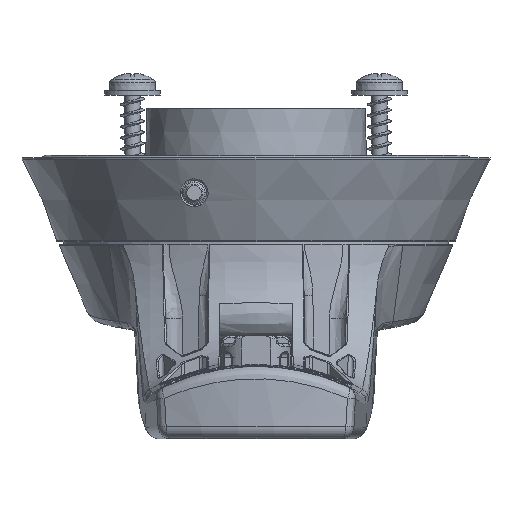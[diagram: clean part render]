
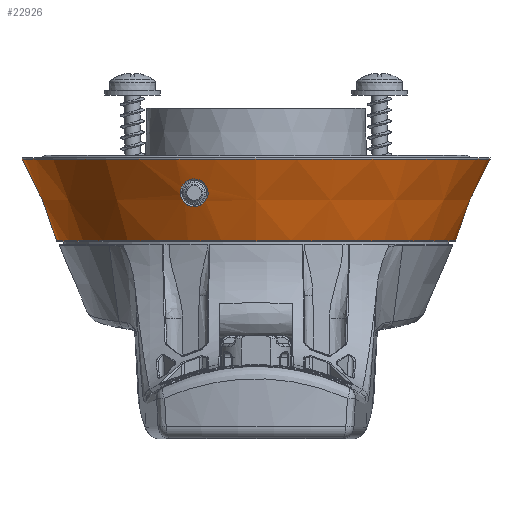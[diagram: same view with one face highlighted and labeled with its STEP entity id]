
A CAD part, front view. The second image highlights one B-rep face of the part: STEP entity #22926.
In plain terms, the highlighted conical face has half-angle 23 degrees and reference radius 32.25 mm.
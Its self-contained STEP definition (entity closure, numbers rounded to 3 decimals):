
#13147=B_SPLINE_CURVE_WITH_KNOTS('',3,(#153351,#153352,#153353,#153354,
#153355,#153356,#153357,#153358,#153359,#153360,#153361,#153362,#153363,
#153364,#153365,#153366,#153367,#153368,#153369),.UNSPECIFIED.,.T.,.F.,
(1,3,3,3,3,3,3,3,1),(-0.167,0.,0.167,0.333,
0.5,0.667,0.833,1.,1.167),
 .UNSPECIFIED.);
#14165=CONICAL_SURFACE('',#75683,32.25,23.);
#22926=ADVANCED_FACE('',(#25240,#25241,#25242),#14165,.T.);
#25240=FACE_BOUND('',#28908,.T.);
#25241=FACE_BOUND('',#28909,.T.);
#25242=FACE_BOUND('',#28910,.T.);
#28908=EDGE_LOOP('',(#45570));
#28909=EDGE_LOOP('',(#45571));
#28910=EDGE_LOOP('',(#45572));
#45570=ORIENTED_EDGE('',*,*,#65389,.T.);
#45571=ORIENTED_EDGE('',*,*,#65390,.T.);
#45572=ORIENTED_EDGE('',*,*,#65391,.F.);
#55447=VERTEX_POINT('',#153370);
#55448=VERTEX_POINT('',#153372);
#55449=VERTEX_POINT('',#153374);
#65389=EDGE_CURVE('',#55447,#55447,#13147,.T.);
#65390=EDGE_CURVE('',#55448,#55448,#70118,.T.);
#65391=EDGE_CURVE('',#55449,#55449,#70119,.T.);
#70118=CIRCLE('',#75681,37.896);
#70119=CIRCLE('',#75682,32.302);
#75681=AXIS2_PLACEMENT_3D('',#153371,#89739,#89740);
#75682=AXIS2_PLACEMENT_3D('',#153373,#89741,#89742);
#75683=AXIS2_PLACEMENT_3D('',#153375,#89743,#89744);
#89739=DIRECTION('',(0.,0.,-1.));
#89740=DIRECTION('',(0.,-1.,0.));
#89741=DIRECTION('',(0.,0.,-1.));
#89742=DIRECTION('',(1.,0.,0.));
#89743=DIRECTION('',(0.,0.,1.));
#89744=DIRECTION('',(1.,0.,0.));
#153351=CARTESIAN_POINT('',(-12.226,-33.291,7.574));
#153352=CARTESIAN_POINT('',(-12.392,-33.742,8.706));
#153353=CARTESIAN_POINT('',(-11.643,-34.539,9.841));
#153354=CARTESIAN_POINT('',(-10.48,-35.001,10.098));
#153355=CARTESIAN_POINT('',(-9.899,-35.232,10.226));
#153356=CARTESIAN_POINT('',(-9.239,-35.354,10.103));
#153357=CARTESIAN_POINT('',(-8.732,-35.329,9.758));
#153358=CARTESIAN_POINT('',(-8.224,-35.304,9.414));
#153359=CARTESIAN_POINT('',(-7.874,-35.127,8.831));
#153360=CARTESIAN_POINT('',(-7.78,-34.901,8.263));
#153361=CARTESIAN_POINT('',(-7.591,-34.449,7.127));
#153362=CARTESIAN_POINT('',(-8.375,-33.77,5.939));
#153363=CARTESIAN_POINT('',(-9.549,-33.327,5.696));
#153364=CARTESIAN_POINT('',(-10.136,-33.105,5.575));
#153365=CARTESIAN_POINT('',(-10.795,-32.954,5.711));
#153366=CARTESIAN_POINT('',(-11.292,-32.94,6.058));
#153367=CARTESIAN_POINT('',(-11.789,-32.925,6.405));
#153368=CARTESIAN_POINT('',(-12.142,-33.062,7.001));
#153369=CARTESIAN_POINT('',(-12.226,-33.291,7.574));
#153370=CARTESIAN_POINT('',(-12.226,-33.291,7.574));
#153371=CARTESIAN_POINT('',(0.,0.,13.3));
#153372=CARTESIAN_POINT('',(0.,-37.896,13.3));
#153373=CARTESIAN_POINT('',(0.,0.,0.122));
#153374=CARTESIAN_POINT('',(-32.302,0.,0.122));
#153375=CARTESIAN_POINT('',(0.,0.,0.));
